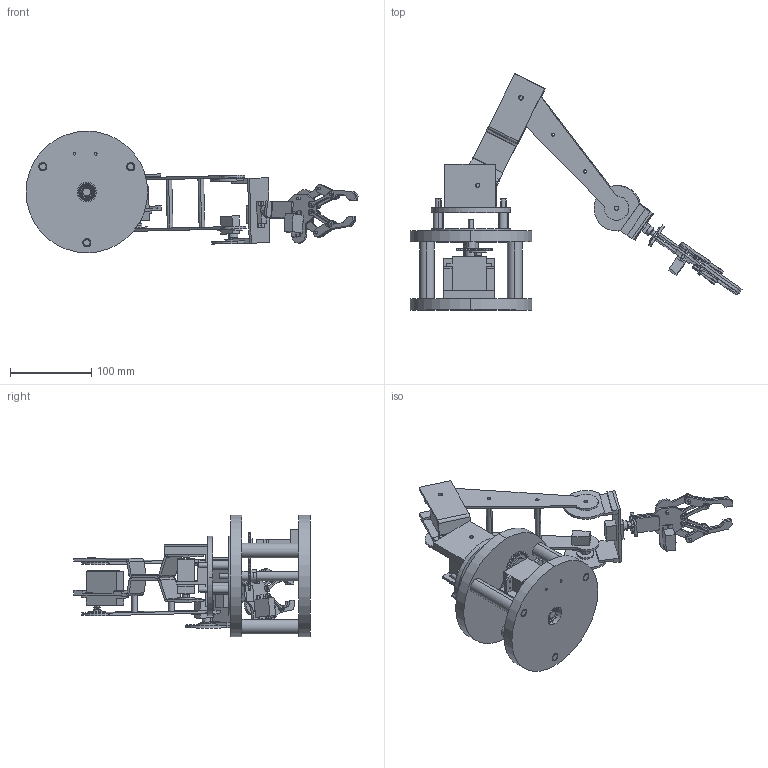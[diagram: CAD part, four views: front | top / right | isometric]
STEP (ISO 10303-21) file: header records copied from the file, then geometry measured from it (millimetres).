
FILE_DESCRIPTION (( 'STEP AP203' ), '1' );
FILE_NAME ('BASE ASSEMBLE.STEP', '2012-07-20T01:16:13', ( 'Onur' ), ( '' ), 'SwSTEP 2.0', 'SolidWorks 2011', '' );
FILE_SCHEMA (( 'CONFIG_CONTROL_DESIGN' ));
Length unit declared in the file: millimetre
Products named in the file (34): BASE ASSEMBLE; Base Gear; Shaft Gear; Assem1; pin; Gear 2; Gear 1; grip5; grip4; grip1; grip2; Motor Head; WRIST ASSEMBLE; Wrist 1; Wrist Support; Wrist 2; Servo Motor 6; Servo Motor 16; Mounting 1; Front Arm 2; Upper Arm Spacer; Front Arm 1; Arm 2; Arm 1; Mounting 2; Bearing; Spacer Plate 4-5; Shaft; Base Bolt; Base Spacer; Base Plate 4; Base Plate 3; Base Plate 2; Base Plate 1
Assembly tree (65 placements, depth 3):
  BASE ASSEMBLE
    Base Bolt  x3
    Base Gear
    Motor Head  x4
    Upper Arm Spacer  x2
    Bearing  x2
    Base Plate 1
    Servo Motor 16  x3
    Arm 1
    Mounting 2
    Assem1
      pin  x7
      grip1  x4
      grip4  x4
      grip5  x2
      Gear 1
      Servo Motor 6
      Gear 2
      grip2
      Motor Head
    WRIST ASSEMBLE
      Wrist 1  x2
      Wrist Support  x2
      Wrist 2
    Front Arm 1
    Spacer Plate 4-5  x4
    Base Spacer  x3
    Base Plate 4
    Servo Motor 6  x2
    Front Arm 2
    Base Plate 2
    Base Plate 3
    Shaft Gear
    Mounting 1
    Arm 2
    Shaft
Bounding box: 409.31 x 291.22 x 150 mm (x, y, z)
Volume: 958147.5 mm3; surface area: 353820.5 mm2
Topology: 61 solids, 63 shells, 1459 faces, 3851 edges, 2521 vertices
Faces by surface type: cylinder 757, plane 514, sphere 128, torus 48, cone 12
Entity records: 37036 total; most frequent: CARTESIAN_POINT 7626, DIRECTION 5634, ORIENTED_EDGE 5062, EDGE_CURVE 2531, AXIS2_PLACEMENT_3D 2287, VERTEX_POINT 1655, CIRCLE 1279, EDGE_LOOP 1106
